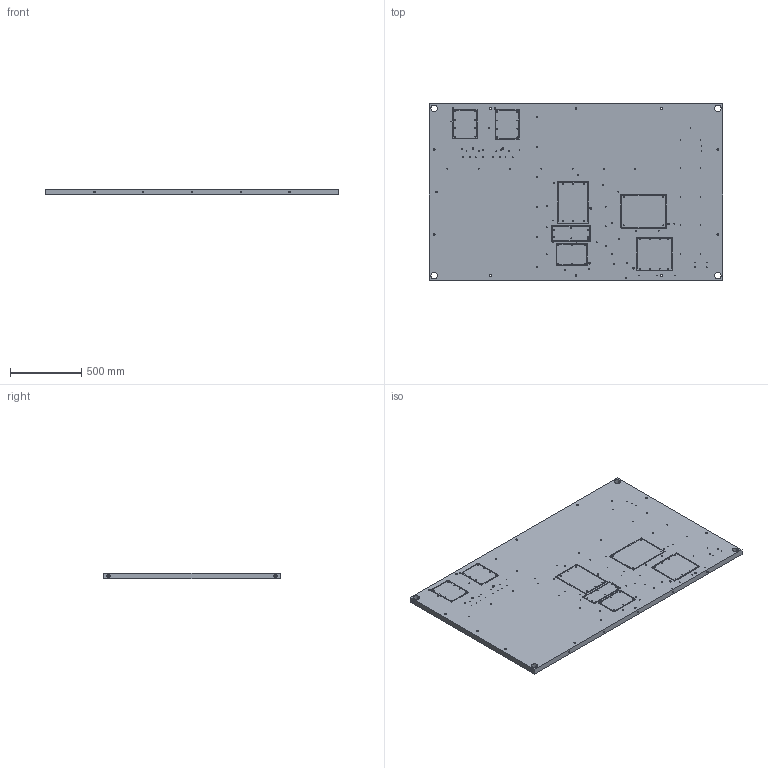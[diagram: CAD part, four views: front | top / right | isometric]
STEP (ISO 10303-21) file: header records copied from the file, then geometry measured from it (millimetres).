
FILE_DESCRIPTION (( 'STEP AP214' ), '1' );
FILE_NAME ('Ïëèòà-ðàäèàòîð ÁÀ ÊÎÓ.STEP', '2019-08-21T16:07:09', ( '' ), ( '' ), 'SwSTEP 2.0', 'SolidWorks 2017', '' );
FILE_SCHEMA (( 'AUTOMOTIVE_DESIGN' ));
Length unit declared in the file: millimetre
Products named in the file (1): Ïëèòà-ðàäèàòîð ÁÀ ÊÎÓ
Bounding box: 2061 x 1240 x 40 mm (x, y, z)
Volume: 61650184.3 mm3; surface area: 13479007.1 mm2
Topology: 1 solids, 1 shells, 1097 faces, 2624 edges, 1658 vertices
Faces by surface type: cylinder 414, plane 393, cone 290
Full cylindrical faces by diameter (mm): 2.5 x2, 3.3 x22, 4.2 x75, 5 x23, 8.5 x4, 10 x20, 12 x20, 14 x10, 14.5 x4, 21 x4, 45 x4
Entity records: 29942 total; most frequent: CARTESIAN_POINT 5306, DIRECTION 5116, ORIENTED_EDGE 3936, AXIS2_PLACEMENT_3D 2058, EDGE_CURVE 1968, EDGE_LOOP 1744, VERTEX_POINT 1484, FACE_OUTER_BOUND 1285
